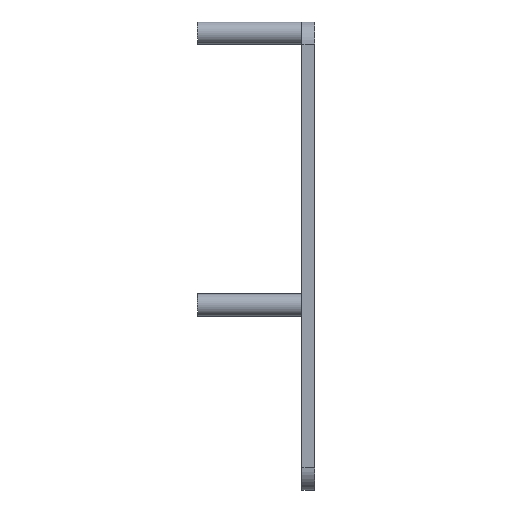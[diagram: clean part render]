
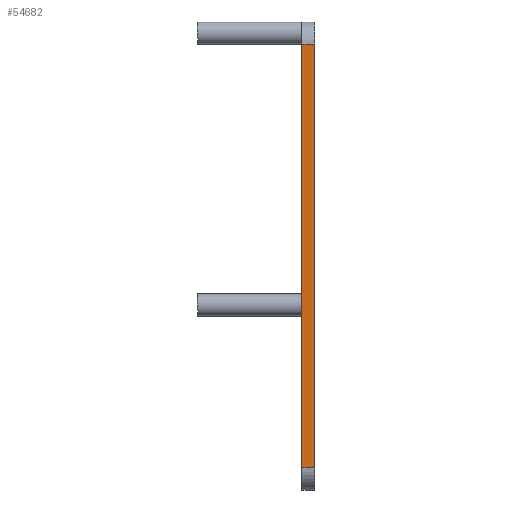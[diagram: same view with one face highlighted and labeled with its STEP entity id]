
A CAD part, left-side view. The second image highlights one B-rep face of the part: STEP entity #54682.
In plain terms, the highlighted planar face has unit normal (-1, 0, 0).
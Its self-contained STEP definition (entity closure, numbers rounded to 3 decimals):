
#3313=FACE_OUTER_BOUND('',#5729,.T.);
#5729=EDGE_LOOP('',(#42472,#42473,#42474,#42475));
#13674=LINE('',#83619,#20838);
#13676=LINE('',#83625,#20840);
#13677=LINE('',#83627,#20841);
#13678=LINE('',#83628,#20842);
#20838=VECTOR('',#69091,10.);
#20840=VECTOR('',#69097,10.);
#20841=VECTOR('',#69098,10.);
#20842=VECTOR('',#69099,10.);
#25653=VERTEX_POINT('',#83616);
#25654=VERTEX_POINT('',#83618);
#25656=VERTEX_POINT('',#83624);
#25657=VERTEX_POINT('',#83626);
#32855=EDGE_CURVE('',#25653,#25654,#13674,.T.);
#32858=EDGE_CURVE('',#25656,#25653,#13676,.T.);
#32859=EDGE_CURVE('',#25657,#25656,#13677,.T.);
#32860=EDGE_CURVE('',#25657,#25654,#13678,.T.);
#42472=ORIENTED_EDGE('',*,*,#32855,.F.);
#42473=ORIENTED_EDGE('',*,*,#32858,.F.);
#42474=ORIENTED_EDGE('',*,*,#32859,.F.);
#42475=ORIENTED_EDGE('',*,*,#32860,.T.);
#49878=PLANE('',#57132);
#54682=ADVANCED_FACE('',(#3313),#49878,.T.);
#57132=AXIS2_PLACEMENT_3D('',#83623,#69095,#69096);
#69091=DIRECTION('',(0.,-1.,0.));
#69095=DIRECTION('center_axis',(-1.,0.,0.));
#69096=DIRECTION('ref_axis',(0.,0.,1.));
#69097=DIRECTION('',(0.,0.,1.));
#69098=DIRECTION('',(0.,1.,0.));
#69099=DIRECTION('',(0.,0.,1.));
#83616=CARTESIAN_POINT('',(-62.,4.,67.));
#83618=CARTESIAN_POINT('',(-62.,0.,67.));
#83619=CARTESIAN_POINT('',(-62.,0.,67.));
#83623=CARTESIAN_POINT('Origin',(-62.,0.,-74.));
#83624=CARTESIAN_POINT('',(-62.,4.,-67.));
#83625=CARTESIAN_POINT('',(-62.,4.,-74.));
#83626=CARTESIAN_POINT('',(-62.,0.,-67.));
#83627=CARTESIAN_POINT('',(-62.,0.,-67.));
#83628=CARTESIAN_POINT('',(-62.,0.,-74.));
